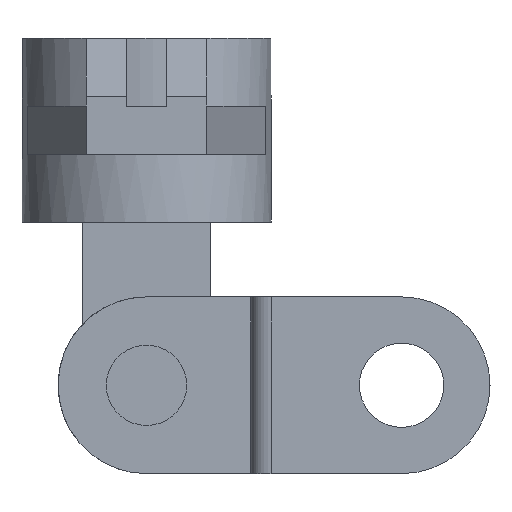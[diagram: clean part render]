
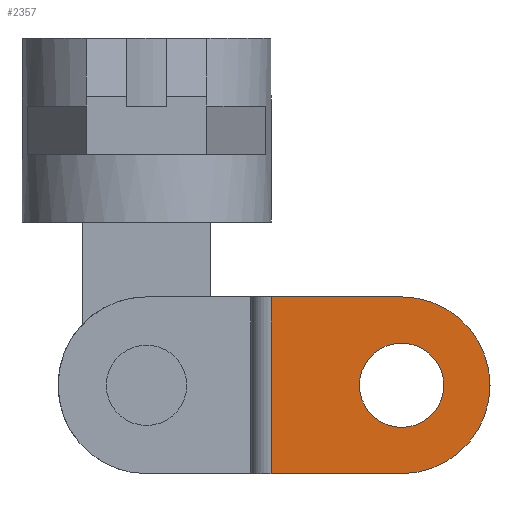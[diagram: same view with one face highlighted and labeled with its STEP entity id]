
A CAD part, left-side view. The second image highlights one B-rep face of the part: STEP entity #2357.
In plain terms, the highlighted planar face has unit normal (-1, 0, 0).
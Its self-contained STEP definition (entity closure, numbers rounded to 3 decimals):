
#1644=CARTESIAN_POINT('',(-5.65,-6.35,-2.2));
#1645=VERTEX_POINT('',#1644);
#1652=CARTESIAN_POINT('',(-5.65,-3.1,-2.2));
#1653=VERTEX_POINT('',#1652);
#1654=CARTESIAN_POINT('',(-5.65,-3.1,-2.2));
#1655=DIRECTION('',(0.0,-1.0,0.0));
#1656=VECTOR('',#1655,3.25);
#1657=LINE('',#1654,#1656);
#1658=EDGE_CURVE('',#1653,#1645,#1657,.T.);
#2295=CARTESIAN_POINT('',(-5.65,-3.1,2.2));
#2296=VERTEX_POINT('',#2295);
#2313=CARTESIAN_POINT('',(-5.65,-3.1,-2.2));
#2314=DIRECTION('',(0.0,0.0,1.0));
#2315=VECTOR('',#2314,4.4);
#2316=LINE('',#2313,#2315);
#2317=EDGE_CURVE('',#1653,#2296,#2316,.T.);
#2322=CARTESIAN_POINT('',(-5.65,-8.55,0.0));
#2323=DIRECTION('',(1.0,0.0,0.0));
#2324=DIRECTION('',(0.0,1.0,0.0));
#2325=AXIS2_PLACEMENT_3D('',#2322,#2323,#2324);
#2326=PLANE('',#2325);
#2327=ORIENTED_EDGE('',*,*,#2317,.F.);
#2328=ORIENTED_EDGE('',*,*,#1658,.T.);
#2329=CARTESIAN_POINT('',(-5.65,-6.35,2.2));
#2330=VERTEX_POINT('',#2329);
#2331=CARTESIAN_POINT('',(-5.65,-6.35,0.0));
#2332=DIRECTION('',(-1.0,0.0,0.0));
#2333=DIRECTION('',(0.0,0.0,1.0));
#2334=AXIS2_PLACEMENT_3D('',#2331,#2332,#2333);
#2335=CIRCLE('',#2334,2.2);
#2336=EDGE_CURVE('',#1645,#2330,#2335,.T.);
#2337=ORIENTED_EDGE('',*,*,#2336,.T.);
#2338=CARTESIAN_POINT('',(-5.65,-6.35,2.2));
#2339=DIRECTION('',(0.0,1.0,0.0));
#2340=VECTOR('',#2339,3.25);
#2341=LINE('',#2338,#2340);
#2342=EDGE_CURVE('',#2330,#2296,#2341,.T.);
#2343=ORIENTED_EDGE('',*,*,#2342,.T.);
#2344=EDGE_LOOP('',(#2327,#2328,#2337,#2343));
#2345=FACE_OUTER_BOUND('',#2344,.T.);
#2346=CARTESIAN_POINT('',(-5.65,-6.35,-1.05));
#2347=VERTEX_POINT('',#2346);
#2348=CARTESIAN_POINT('',(-5.65,-6.35,0.0));
#2349=DIRECTION('',(1.0,0.0,0.0));
#2350=DIRECTION('',(0.0,0.0,1.0));
#2351=AXIS2_PLACEMENT_3D('',#2348,#2349,#2350);
#2352=CIRCLE('',#2351,1.05);
#2353=EDGE_CURVE('',#2347,#2347,#2352,.T.);
#2354=ORIENTED_EDGE('',*,*,#2353,.T.);
#2355=EDGE_LOOP('',(#2354));
#2356=FACE_BOUND('',#2355,.T.);
#2357=ADVANCED_FACE('',(#2345,#2356),#2326,.F.);
